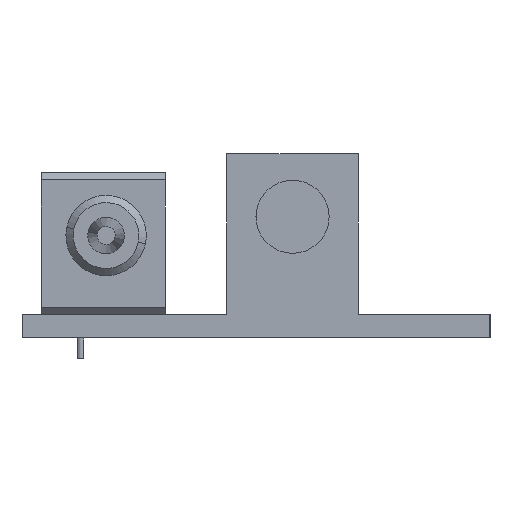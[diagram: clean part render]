
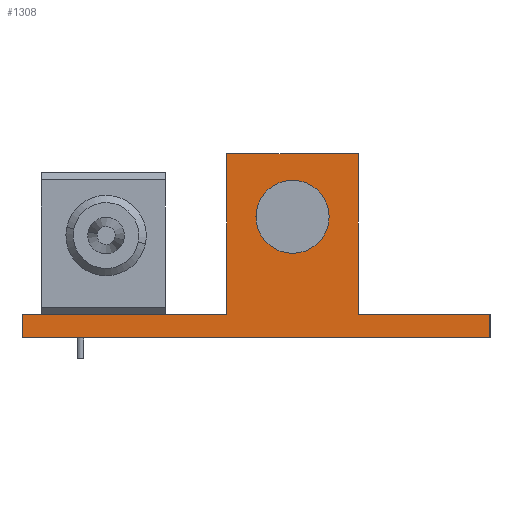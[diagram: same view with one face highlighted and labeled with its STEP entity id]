
A CAD part, left-side view. The second image highlights one B-rep face of the part: STEP entity #1308.
In plain terms, the highlighted face is planar.
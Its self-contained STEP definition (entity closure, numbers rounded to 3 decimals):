
#17 = DIRECTION ( 'NONE',  ( -1., 0., 0. ) ) ;
#64 = ORIENTED_EDGE ( 'NONE', *, *, #579, .F. ) ;
#162 = CARTESIAN_POINT ( 'NONE',  ( 43.5, 0., 16. ) ) ;
#375 = EDGE_LOOP ( 'NONE', ( #485, #6970 ) ) ;
#485 = ORIENTED_EDGE ( 'NONE', *, *, #6467, .F. ) ;
#548 = PLANE ( 'NONE',  #2452 ) ;
#579 = EDGE_CURVE ( 'NONE', #5668, #5903, #7365, .T. ) ;
#609 = VECTOR ( 'NONE', #1702, 1000. ) ;
#631 = ORIENTED_EDGE ( 'NONE', *, *, #7171, .T. ) ;
#703 = VECTOR ( 'NONE', #7212, 1000. ) ;
#772 = CARTESIAN_POINT ( 'NONE',  ( 43.5, 8.284, 0. ) ) ;
#775 = ORIENTED_EDGE ( 'NONE', *, *, #7732, .F. ) ;
#880 = VECTOR ( 'NONE', #1153, 1000. ) ;
#1048 = EDGE_CURVE ( 'NONE', #7095, #4854, #6421, .T. ) ;
#1152 = DIRECTION ( 'NONE',  ( 0., 0., -1. ) ) ;
#1153 = DIRECTION ( 'NONE',  ( 0., 0., -1. ) ) ;
#1162 = CARTESIAN_POINT ( 'NONE',  ( 43.5, 1.6, 16. ) ) ;
#1192 = EDGE_CURVE ( 'NONE', #2915, #5360, #6691, .T. ) ;
#1308 = ADVANCED_FACE ( 'NONE', ( #3518, #1453 ), #548, .F. ) ;
#1453 = FACE_OUTER_BOUND ( 'NONE', #4537, .T. ) ;
#1696 = EDGE_CURVE ( 'NONE', #2915, #4854, #6235, .T. ) ;
#1702 = DIRECTION ( 'NONE',  ( 0., 0., -1. ) ) ;
#1997 = ORIENTED_EDGE ( 'NONE', *, *, #1192, .F. ) ;
#2136 = EDGE_CURVE ( 'NONE', #5360, #2243, #5684, .T. ) ;
#2219 = VERTEX_POINT ( 'NONE', #7374 ) ;
#2243 = VERTEX_POINT ( 'NONE', #7225 ) ;
#2351 = DIRECTION ( 'NONE',  ( 1., 0., 0. ) ) ;
#2416 = CARTESIAN_POINT ( 'NONE',  ( 43.5, 1.6, 16. ) ) ;
#2452 = AXIS2_PLACEMENT_3D ( 'NONE', #1162, #17, #2934 ) ;
#2480 = CARTESIAN_POINT ( 'NONE',  ( 43.5, 1.6, 2. ) ) ;
#2566 = VECTOR ( 'NONE', #5487, 1000. ) ;
#2573 = DIRECTION ( 'NONE',  ( 0., 0., -1. ) ) ;
#2769 = CIRCLE ( 'NONE', #5399, 2.5 ) ;
#2877 = CARTESIAN_POINT ( 'NONE',  ( 43.5, 12.6, -7. ) ) ;
#2915 = VERTEX_POINT ( 'NONE', #3131 ) ;
#2934 = DIRECTION ( 'NONE',  ( 0., 0., 1. ) ) ;
#2991 = VERTEX_POINT ( 'NONE', #772 ) ;
#3131 = CARTESIAN_POINT ( 'NONE',  ( 43.5, 12.6, 2. ) ) ;
#3179 = ORIENTED_EDGE ( 'NONE', *, *, #7262, .T. ) ;
#3518 = FACE_BOUND ( 'NONE', #375, .T. ) ;
#3600 = ORIENTED_EDGE ( 'NONE', *, *, #2136, .F. ) ;
#3650 = CARTESIAN_POINT ( 'NONE',  ( 43.5, 1.6, 16. ) ) ;
#3708 = CARTESIAN_POINT ( 'NONE',  ( 43.5, 0., -16. ) ) ;
#4128 = CARTESIAN_POINT ( 'NONE',  ( 43.5, 12.6, -7. ) ) ;
#4198 = DIRECTION ( 'NONE',  ( 0., -1., 0. ) ) ;
#4214 = CARTESIAN_POINT ( 'NONE',  ( 43.5, 1.6, -16. ) ) ;
#4537 = EDGE_LOOP ( 'NONE', ( #3179, #64, #775, #3600, #1997, #7261, #7024, #631 ) ) ;
#4656 = VECTOR ( 'NONE', #7624, 1000. ) ;
#4679 = DIRECTION ( 'NONE',  ( 0., -1., 0. ) ) ;
#4854 = VERTEX_POINT ( 'NONE', #2480 ) ;
#4918 = VECTOR ( 'NONE', #2573, 1000. ) ;
#5028 = CARTESIAN_POINT ( 'NONE',  ( 43.5, 8.284, -2.5 ) ) ;
#5115 = CARTESIAN_POINT ( 'NONE',  ( 43.5, 1.6, -16. ) ) ;
#5205 = LINE ( 'NONE', #3650, #2566 ) ;
#5360 = VERTEX_POINT ( 'NONE', #6533 ) ;
#5399 = AXIS2_PLACEMENT_3D ( 'NONE', #6479, #2351, #1152 ) ;
#5476 = LINE ( 'NONE', #2416, #703 ) ;
#5487 = DIRECTION ( 'NONE',  ( 0., -1., 0. ) ) ;
#5668 = VERTEX_POINT ( 'NONE', #5115 ) ;
#5684 = LINE ( 'NONE', #4128, #5781 ) ;
#5781 = VECTOR ( 'NONE', #4679, 1000. ) ;
#5881 = CARTESIAN_POINT ( 'NONE',  ( 43.5, 8.284, -5. ) ) ;
#5903 = VERTEX_POINT ( 'NONE', #3708 ) ;
#6095 = EDGE_CURVE ( 'NONE', #2991, #7049, #7743, .T. ) ;
#6235 = LINE ( 'NONE', #6999, #4656 ) ;
#6421 = LINE ( 'NONE', #7619, #609 ) ;
#6467 = EDGE_CURVE ( 'NONE', #7049, #2991, #2769, .T. ) ;
#6479 = CARTESIAN_POINT ( 'NONE',  ( 43.5, 8.284, -2.5 ) ) ;
#6533 = CARTESIAN_POINT ( 'NONE',  ( 43.5, 12.6, -7. ) ) ;
#6691 = LINE ( 'NONE', #2877, #880 ) ;
#6705 = DIRECTION ( 'NONE',  ( 0., 0., -1. ) ) ;
#6777 = DIRECTION ( 'NONE',  ( 1., 0., 0. ) ) ;
#6970 = ORIENTED_EDGE ( 'NONE', *, *, #6095, .F. ) ;
#6999 = CARTESIAN_POINT ( 'NONE',  ( 43.5, 12.6, 2. ) ) ;
#7011 = AXIS2_PLACEMENT_3D ( 'NONE', #5028, #6777, #6705 ) ;
#7024 = ORIENTED_EDGE ( 'NONE', *, *, #1048, .F. ) ;
#7049 = VERTEX_POINT ( 'NONE', #5881 ) ;
#7095 = VERTEX_POINT ( 'NONE', #7120 ) ;
#7120 = CARTESIAN_POINT ( 'NONE',  ( 43.5, 1.6, 16. ) ) ;
#7171 = EDGE_CURVE ( 'NONE', #7095, #2219, #5205, .T. ) ;
#7184 = VECTOR ( 'NONE', #4198, 1000. ) ;
#7212 = DIRECTION ( 'NONE',  ( 0., 0., -1. ) ) ;
#7225 = CARTESIAN_POINT ( 'NONE',  ( 43.5, 1.6, -7. ) ) ;
#7256 = LINE ( 'NONE', #162, #4918 ) ;
#7261 = ORIENTED_EDGE ( 'NONE', *, *, #1696, .T. ) ;
#7262 = EDGE_CURVE ( 'NONE', #2219, #5903, #7256, .T. ) ;
#7365 = LINE ( 'NONE', #4214, #7184 ) ;
#7374 = CARTESIAN_POINT ( 'NONE',  ( 43.5, 0., 16. ) ) ;
#7619 = CARTESIAN_POINT ( 'NONE',  ( 43.5, 1.6, 16. ) ) ;
#7624 = DIRECTION ( 'NONE',  ( 0., -1., 0. ) ) ;
#7732 = EDGE_CURVE ( 'NONE', #2243, #5668, #5476, .T. ) ;
#7743 = CIRCLE ( 'NONE', #7011, 2.5 ) ;
